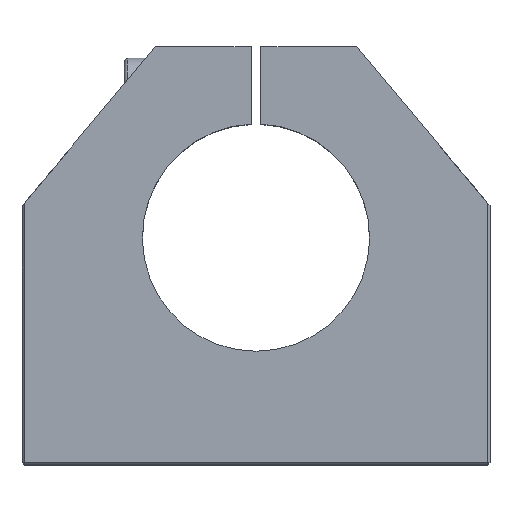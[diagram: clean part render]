
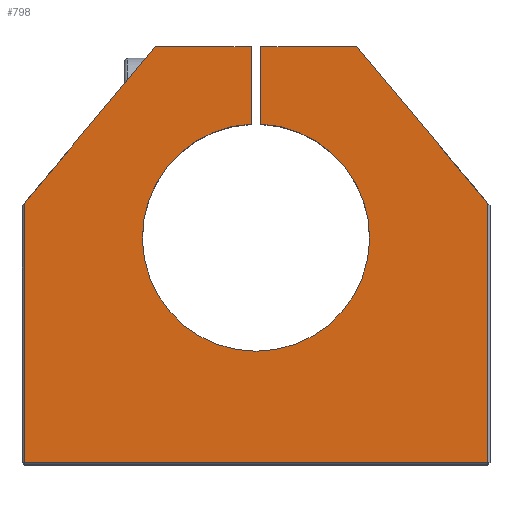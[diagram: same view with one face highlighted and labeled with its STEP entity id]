
A CAD part, top view. The second image highlights one B-rep face of the part: STEP entity #798.
In plain terms, the highlighted planar face has unit normal (0, 0, 1).
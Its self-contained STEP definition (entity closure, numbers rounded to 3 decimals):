
#53=CIRCLE('',#873,25.);
#92=FACE_OUTER_BOUND('',#142,.T.);
#142=EDGE_LOOP('',(#608,#609,#610,#611,#612,#613,#614,#615,#616,#617));
#212=LINE('',#1239,#292);
#216=LINE('',#1245,#296);
#225=LINE('',#1262,#305);
#230=LINE('',#1272,#310);
#231=LINE('',#1274,#311);
#232=LINE('',#1276,#312);
#233=LINE('',#1280,#313);
#234=LINE('',#1282,#314);
#235=LINE('',#1283,#315);
#292=VECTOR('',#997,10.);
#296=VECTOR('',#1005,10.);
#305=VECTOR('',#1022,10.);
#310=VECTOR('',#1031,10.);
#311=VECTOR('',#1032,10.);
#312=VECTOR('',#1033,10.);
#313=VECTOR('',#1036,10.);
#314=VECTOR('',#1037,10.);
#315=VECTOR('',#1038,10.);
#359=VERTEX_POINT('',#1215);
#365=VERTEX_POINT('',#1229);
#367=VERTEX_POINT('',#1235);
#372=VERTEX_POINT('',#1260);
#375=VERTEX_POINT('',#1271);
#376=VERTEX_POINT('',#1273);
#377=VERTEX_POINT('',#1275);
#378=VERTEX_POINT('',#1277);
#379=VERTEX_POINT('',#1279);
#380=VERTEX_POINT('',#1281);
#446=EDGE_CURVE('',#365,#367,#212,.T.);
#450=EDGE_CURVE('',#359,#365,#216,.T.);
#459=EDGE_CURVE('',#372,#359,#225,.T.);
#464=EDGE_CURVE('',#375,#372,#230,.T.);
#465=EDGE_CURVE('',#376,#375,#231,.T.);
#466=EDGE_CURVE('',#377,#376,#232,.T.);
#467=EDGE_CURVE('',#378,#377,#53,.T.);
#468=EDGE_CURVE('',#379,#378,#233,.T.);
#469=EDGE_CURVE('',#380,#379,#234,.T.);
#470=EDGE_CURVE('',#367,#380,#235,.T.);
#608=ORIENTED_EDGE('',*,*,#446,.F.);
#609=ORIENTED_EDGE('',*,*,#450,.F.);
#610=ORIENTED_EDGE('',*,*,#459,.F.);
#611=ORIENTED_EDGE('',*,*,#464,.F.);
#612=ORIENTED_EDGE('',*,*,#465,.F.);
#613=ORIENTED_EDGE('',*,*,#466,.F.);
#614=ORIENTED_EDGE('',*,*,#467,.F.);
#615=ORIENTED_EDGE('',*,*,#468,.F.);
#616=ORIENTED_EDGE('',*,*,#469,.F.);
#617=ORIENTED_EDGE('',*,*,#470,.F.);
#759=PLANE('',#872);
#798=ADVANCED_FACE('',(#92),#759,.T.);
#872=AXIS2_PLACEMENT_3D('',#1270,#1029,#1030);
#873=AXIS2_PLACEMENT_3D('',#1278,#1034,#1035);
#997=DIRECTION('',(0.,1.,0.));
#1005=DIRECTION('',(-1.,0.,0.));
#1022=DIRECTION('',(0.,-1.,0.));
#1029=DIRECTION('center_axis',(0.,0.,1.));
#1030=DIRECTION('ref_axis',(1.,0.,0.));
#1031=DIRECTION('',(0.643,-0.766,0.));
#1032=DIRECTION('',(1.,0.,0.));
#1033=DIRECTION('',(0.,1.,0.));
#1034=DIRECTION('center_axis',(0.,0.,1.));
#1035=DIRECTION('ref_axis',(0.043,-0.999,0.));
#1036=DIRECTION('',(0.,-1.,0.));
#1037=DIRECTION('',(1.,0.,0.));
#1038=DIRECTION('',(0.643,0.766,0.));
#1215=CARTESIAN_POINT('',(51.,-45.5,25.));
#1229=CARTESIAN_POINT('',(-51.,-45.5,25.));
#1235=CARTESIAN_POINT('',(-51.,11.596,25.));
#1239=CARTESIAN_POINT('',(-51.,-21.178,25.));
#1245=CARTESIAN_POINT('',(25.75,-45.5,25.));
#1260=CARTESIAN_POINT('',(51.,11.596,25.));
#1262=CARTESIAN_POINT('',(51.,24.822,25.));
#1270=CARTESIAN_POINT('Origin',(0.,3.643,
25.));
#1271=CARTESIAN_POINT('',(22.13,46.,25.));
#1272=CARTESIAN_POINT('',(35.329,30.271,25.));
#1273=CARTESIAN_POINT('',(1.075,46.,25.));
#1274=CARTESIAN_POINT('',(51.5,46.,25.));
#1275=CARTESIAN_POINT('',(1.075,28.977,25.));
#1276=CARTESIAN_POINT('',(1.075,46.,25.));
#1277=CARTESIAN_POINT('',(-1.075,28.977,25.));
#1278=CARTESIAN_POINT('Origin',(0.,4.,25.));
#1279=CARTESIAN_POINT('',(-1.075,46.,25.));
#1280=CARTESIAN_POINT('',(-1.075,28.977,25.));
#1281=CARTESIAN_POINT('',(-22.13,46.,25.));
#1282=CARTESIAN_POINT('',(-1.075,46.,25.));
#1283=CARTESIAN_POINT('',(-35.329,30.271,25.));
